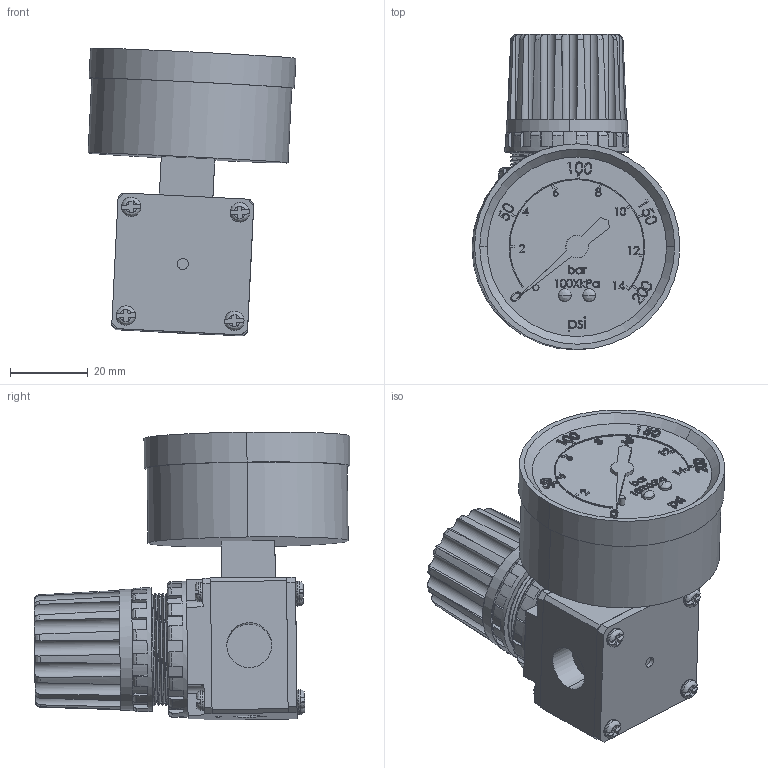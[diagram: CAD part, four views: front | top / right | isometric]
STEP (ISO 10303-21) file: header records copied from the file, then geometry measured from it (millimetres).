
FILE_DESCRIPTION (( 'STEP AP214' ), '1' );
FILE_NAME ('R20.STEP', '2021-11-24T11:30:16', ( 'User' ), ( '' ), 'SwSTEP 2.0', 'SolidWorks 2014', '' );
FILE_SCHEMA (( 'AUTOMOTIVE_DESIGN' ));
Length unit declared in the file: millimetre
Products named in the file (25): R1510; R1509; R1502; R1501; R20; R15; 十字圓頭螺絲; 2-埋入式壓力錶; R15調壓旋鈕; R1512
Assembly tree (16 placements, depth 3):
  R1510
  R1509
  R1502
  R1501
  R20
    R15
      R1501
      R1502
      R1509
      R1510
      R1512
      R15調壓旋鈕
      2-埋入式壓力錶
      十字圓頭螺絲  x8
Bounding box: 53.57 x 81.43 x 74.19 mm (x, y, z)
Volume: 97964.5 mm3; surface area: 40972.7 mm2
Topology: 15 solids, 15 shells, 1438 faces, 3613 edges, 2305 vertices
Faces by surface type: plane 642, cylinder 401, bspline 359, cone 36
Entity records: 67929 total; most frequent: CARTESIAN_POINT 31504, ORIENTED_EDGE 5660, DIRECTION 3794, EDGE_CURVE 2830, VERTEX_POINT 1857, VECTOR 1442, LINE 1442, EDGE_LOOP 1213
